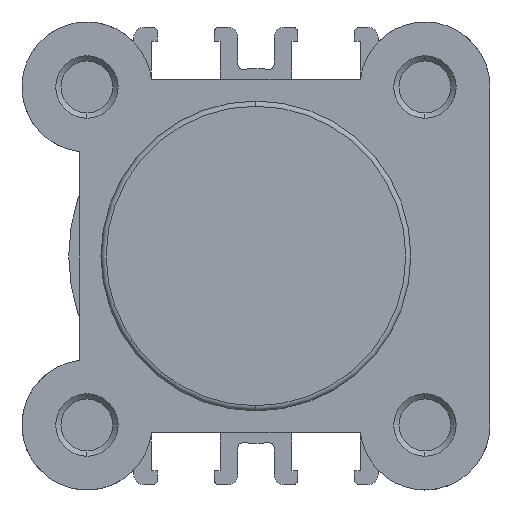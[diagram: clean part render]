
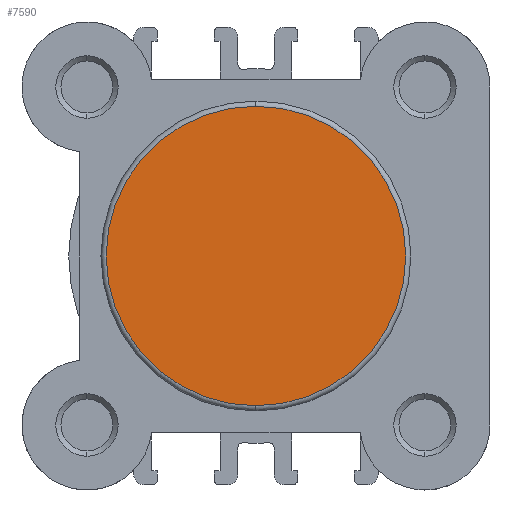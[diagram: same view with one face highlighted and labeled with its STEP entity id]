
A CAD part, left-side view. The second image highlights one B-rep face of the part: STEP entity #7590.
In plain terms, the highlighted planar face has unit normal (-1, 0, 0).
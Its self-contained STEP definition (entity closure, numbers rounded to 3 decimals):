
#642 = CARTESIAN_POINT ( 'NONE',  ( 0., -14.9, 0. ) ) ;
#643 = PLANE ( 'NONE',  #2482 ) ;
#645 = DIRECTION ( 'NONE',  ( -1., 0., 0. ) ) ;
#646 = DIRECTION ( 'NONE',  ( 0., 0., 1. ) ) ;
#1617 = EDGE_CURVE ( 'NONE', #6292, #6303, #3441, .T. ) ;
#1684 = EDGE_CURVE ( 'NONE', #6303, #6292, #3537, .T. ) ;
#2171 = AXIS2_PLACEMENT_3D ( 'NONE', #6756, #6757, #6758 ) ;
#2210 = AXIS2_PLACEMENT_3D ( 'NONE', #6924, #6932, #6933 ) ;
#2482 = AXIS2_PLACEMENT_3D ( 'NONE', #642, #645, #646 ) ;
#2831 = ORIENTED_EDGE ( 'NONE', *, *, #1684, .T. ) ;
#2832 = ORIENTED_EDGE ( 'NONE', *, *, #1617, .T. ) ;
#3340 = EDGE_LOOP ( 'NONE', ( #2832, #2831 ) ) ;
#3441 = CIRCLE ( 'NONE', #2171, 14.4 ) ;
#3537 = CIRCLE ( 'NONE', #2210, 14.4 ) ;
#4102 = CARTESIAN_POINT ( 'NONE',  ( 0., 0., 14.4 ) ) ;
#4113 = CARTESIAN_POINT ( 'NONE',  ( 0., 0., -14.4 ) ) ;
#5761 = FACE_OUTER_BOUND ( 'NONE', #3340, .T. ) ;
#6292 = VERTEX_POINT ( 'NONE', #4102 ) ;
#6303 = VERTEX_POINT ( 'NONE', #4113 ) ;
#6756 = CARTESIAN_POINT ( 'NONE',  ( 0., 0., 0. ) ) ;
#6757 = DIRECTION ( 'NONE',  ( -1., 0., 0. ) ) ;
#6758 = DIRECTION ( 'NONE',  ( 0., 0., 1. ) ) ;
#6924 = CARTESIAN_POINT ( 'NONE',  ( 0., 0., 0. ) ) ;
#6932 = DIRECTION ( 'NONE',  ( -1., 0., 0. ) ) ;
#6933 = DIRECTION ( 'NONE',  ( 0., 0., 1. ) ) ;
#7590 = ADVANCED_FACE ( 'NONE', ( #5761 ), #643, .T. ) ;
